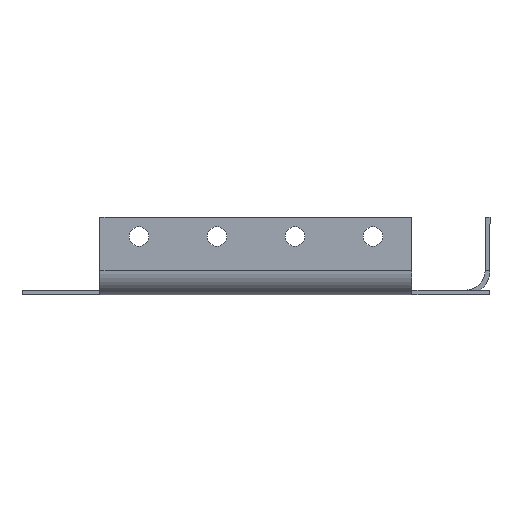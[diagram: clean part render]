
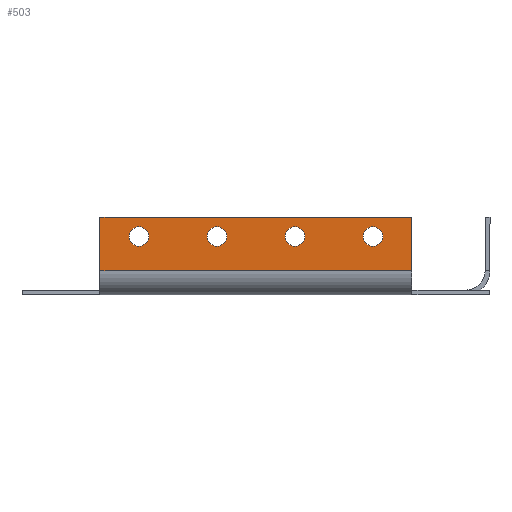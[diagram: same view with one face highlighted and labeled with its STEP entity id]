
A CAD part, left-side view. The second image highlights one B-rep face of the part: STEP entity #503.
In plain terms, the highlighted planar face has unit normal (-1, 0, 0).
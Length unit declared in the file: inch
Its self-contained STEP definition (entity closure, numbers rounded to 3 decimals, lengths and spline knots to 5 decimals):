
#14 = VERTEX_POINT ( 'NONE', #1259 ) ;
#88 = CARTESIAN_POINT ( 'NONE',  ( -0.001, 0., 0. ) ) ;
#111 = VECTOR ( 'NONE', #4523, 39.37008 ) ;
#125 = CIRCLE ( 'NONE', #2888, 0.125 ) ;
#129 = VERTEX_POINT ( 'NONE', #3375 ) ;
#168 = DIRECTION ( 'NONE',  ( -1., 0., 0. ) ) ;
#202 = FACE_BOUND ( 'NONE', #446, .T. ) ;
#265 = CIRCLE ( 'NONE', #2923, 0.125 ) ;
#395 = CARTESIAN_POINT ( 'NONE',  ( -0.001, 2.20401, 0.75 ) ) ;
#446 = EDGE_LOOP ( 'NONE', ( #2640, #3416 ) ) ;
#453 = DIRECTION ( 'NONE',  ( -1., 0., 0. ) ) ;
#503 = ADVANCED_FACE ( 'NONE', ( #202, #1905, #2723, #1661, #3508 ), #2411, .T. ) ;
#513 = DIRECTION ( 'NONE',  ( 0., 0., 1. ) ) ;
#550 = AXIS2_PLACEMENT_3D ( 'NONE', #395, #4326, #3107 ) ;
#597 = CARTESIAN_POINT ( 'NONE',  ( -0.001, 0.20401, 0.625 ) ) ;
#648 = DIRECTION ( 'NONE',  ( 0., 0., 1. ) ) ;
#652 = CARTESIAN_POINT ( 'NONE',  ( -0.001, 3.20401, 0.625 ) ) ;
#685 = VERTEX_POINT ( 'NONE', #597 ) ;
#718 = ORIENTED_EDGE ( 'NONE', *, *, #1698, .F. ) ;
#727 = VERTEX_POINT ( 'NONE', #4998 ) ;
#885 = CARTESIAN_POINT ( 'NONE',  ( -0.001, 3.20401, 0.75 ) ) ;
#891 = AXIS2_PLACEMENT_3D ( 'NONE', #88, #453, #3212 ) ;
#947 = ORIENTED_EDGE ( 'NONE', *, *, #4729, .F. ) ;
#948 = EDGE_CURVE ( 'NONE', #2867, #4437, #265, .T. ) ;
#1050 = LINE ( 'NONE', #4455, #1227 ) ;
#1183 = DIRECTION ( 'NONE',  ( 0., 0., 1. ) ) ;
#1227 = VECTOR ( 'NONE', #2445, 39.37008 ) ;
#1259 = CARTESIAN_POINT ( 'NONE',  ( -0.001, 3.70401, 0.3125 ) ) ;
#1311 = ORIENTED_EDGE ( 'NONE', *, *, #2387, .F. ) ;
#1336 = EDGE_CURVE ( 'NONE', #14, #129, #1050, .T. ) ;
#1471 = CARTESIAN_POINT ( 'NONE',  ( -0.001, 0.20401, 0.75 ) ) ;
#1496 = EDGE_LOOP ( 'NONE', ( #2261, #2711, #2072, #3522 ) ) ;
#1533 = AXIS2_PLACEMENT_3D ( 'NONE', #1537, #4252, #3510 ) ;
#1537 = CARTESIAN_POINT ( 'NONE',  ( -0.001, 3.20401, 0.75 ) ) ;
#1602 = CARTESIAN_POINT ( 'NONE',  ( -0.001, 2.20401, 0.875 ) ) ;
#1633 = EDGE_CURVE ( 'NONE', #685, #2612, #4002, .T. ) ;
#1643 = DIRECTION ( 'NONE',  ( -1., 0., 0. ) ) ;
#1661 = FACE_BOUND ( 'NONE', #4186, .T. ) ;
#1674 = EDGE_CURVE ( 'NONE', #4565, #727, #3814, .T. ) ;
#1698 = EDGE_CURVE ( 'NONE', #4437, #2867, #3449, .T. ) ;
#1853 = DIRECTION ( 'NONE',  ( -1., 0., 0. ) ) ;
#1888 = CARTESIAN_POINT ( 'NONE',  ( -0.001, -0.29599, 1. ) ) ;
#1905 = FACE_BOUND ( 'NONE', #3966, .T. ) ;
#1924 = VERTEX_POINT ( 'NONE', #3382 ) ;
#2008 = LINE ( 'NONE', #4533, #4770 ) ;
#2032 = CARTESIAN_POINT ( 'NONE',  ( -0.001, 0.20401, 0.875 ) ) ;
#2072 = ORIENTED_EDGE ( 'NONE', *, *, #4472, .F. ) ;
#2121 = DIRECTION ( 'NONE',  ( -1., 0., 0. ) ) ;
#2189 = EDGE_CURVE ( 'NONE', #2393, #4060, #2959, .T. ) ;
#2239 = CARTESIAN_POINT ( 'NONE',  ( -0.001, 1.20401, 0.75 ) ) ;
#2261 = ORIENTED_EDGE ( 'NONE', *, *, #3406, .F. ) ;
#2387 = EDGE_CURVE ( 'NONE', #4060, #2393, #125, .T. ) ;
#2393 = VERTEX_POINT ( 'NONE', #4206 ) ;
#2411 = PLANE ( 'NONE',  #891 ) ;
#2445 = DIRECTION ( 'NONE',  ( 0., -1., 0. ) ) ;
#2472 = EDGE_CURVE ( 'NONE', #3114, #1924, #2891, .T. ) ;
#2512 = DIRECTION ( 'NONE',  ( 0., 0., 1. ) ) ;
#2577 = AXIS2_PLACEMENT_3D ( 'NONE', #4359, #3968, #1183 ) ;
#2612 = VERTEX_POINT ( 'NONE', #2032 ) ;
#2640 = ORIENTED_EDGE ( 'NONE', *, *, #1633, .F. ) ;
#2711 = ORIENTED_EDGE ( 'NONE', *, *, #1336, .T. ) ;
#2723 = FACE_BOUND ( 'NONE', #4289, .T. ) ;
#2867 = VERTEX_POINT ( 'NONE', #652 ) ;
#2888 = AXIS2_PLACEMENT_3D ( 'NONE', #2239, #4190, #4993 ) ;
#2891 = CIRCLE ( 'NONE', #550, 0.125 ) ;
#2923 = AXIS2_PLACEMENT_3D ( 'NONE', #885, #1643, #513 ) ;
#2959 = CIRCLE ( 'NONE', #3833, 0.125 ) ;
#3107 = DIRECTION ( 'NONE',  ( 0., 0., 1. ) ) ;
#3114 = VERTEX_POINT ( 'NONE', #1602 ) ;
#3180 = ORIENTED_EDGE ( 'NONE', *, *, #948, .F. ) ;
#3212 = DIRECTION ( 'NONE',  ( 0., 0., 1. ) ) ;
#3340 = CARTESIAN_POINT ( 'NONE',  ( -0.001, 3.20401, 0.875 ) ) ;
#3375 = CARTESIAN_POINT ( 'NONE',  ( -0.001, -0.29599, 0.3125 ) ) ;
#3382 = CARTESIAN_POINT ( 'NONE',  ( -0.001, 2.20401, 0.625 ) ) ;
#3406 = EDGE_CURVE ( 'NONE', #14, #4565, #2008, .T. ) ;
#3416 = ORIENTED_EDGE ( 'NONE', *, *, #4309, .F. ) ;
#3449 = CIRCLE ( 'NONE', #1533, 0.125 ) ;
#3508 = FACE_OUTER_BOUND ( 'NONE', #1496, .T. ) ;
#3510 = DIRECTION ( 'NONE',  ( 0., 0., 1. ) ) ;
#3522 = ORIENTED_EDGE ( 'NONE', *, *, #1674, .F. ) ;
#3528 = DIRECTION ( 'NONE',  ( 0., -1., 0. ) ) ;
#3696 = CARTESIAN_POINT ( 'NONE',  ( -0.001, 1.20401, 0.75 ) ) ;
#3697 = ORIENTED_EDGE ( 'NONE', *, *, #2189, .F. ) ;
#3806 = CARTESIAN_POINT ( 'NONE',  ( -0.001, 3.70401, 1. ) ) ;
#3814 = LINE ( 'NONE', #1888, #4243 ) ;
#3827 = ORIENTED_EDGE ( 'NONE', *, *, #2472, .F. ) ;
#3833 = AXIS2_PLACEMENT_3D ( 'NONE', #3696, #2121, #4873 ) ;
#3850 = CIRCLE ( 'NONE', #4249, 0.125 ) ;
#3900 = CARTESIAN_POINT ( 'NONE',  ( -0.001, 1.20401, 0.875 ) ) ;
#3966 = EDGE_LOOP ( 'NONE', ( #3697, #1311 ) ) ;
#3968 = DIRECTION ( 'NONE',  ( -1., 0., 0. ) ) ;
#4002 = CIRCLE ( 'NONE', #4620, 0.125 ) ;
#4060 = VERTEX_POINT ( 'NONE', #3900 ) ;
#4166 = DIRECTION ( 'NONE',  ( 0., 0., 1. ) ) ;
#4186 = EDGE_LOOP ( 'NONE', ( #3180, #718 ) ) ;
#4190 = DIRECTION ( 'NONE',  ( -1., 0., 0. ) ) ;
#4206 = CARTESIAN_POINT ( 'NONE',  ( -0.001, 1.20401, 0.625 ) ) ;
#4243 = VECTOR ( 'NONE', #3528, 39.37008 ) ;
#4249 = AXIS2_PLACEMENT_3D ( 'NONE', #4800, #168, #2512 ) ;
#4252 = DIRECTION ( 'NONE',  ( -1., 0., 0. ) ) ;
#4289 = EDGE_LOOP ( 'NONE', ( #947, #3827 ) ) ;
#4309 = EDGE_CURVE ( 'NONE', #2612, #685, #3850, .T. ) ;
#4326 = DIRECTION ( 'NONE',  ( -1., 0., 0. ) ) ;
#4359 = CARTESIAN_POINT ( 'NONE',  ( -0.001, 2.20401, 0.75 ) ) ;
#4437 = VERTEX_POINT ( 'NONE', #3340 ) ;
#4455 = CARTESIAN_POINT ( 'NONE',  ( -0.001, 0., 0.3125 ) ) ;
#4472 = EDGE_CURVE ( 'NONE', #727, #129, #4586, .T. ) ;
#4509 = CARTESIAN_POINT ( 'NONE',  ( -0.001, -0.29599, 0.0625 ) ) ;
#4523 = DIRECTION ( 'NONE',  ( 0., 0., -1. ) ) ;
#4533 = CARTESIAN_POINT ( 'NONE',  ( -0.001, 3.70401, 1. ) ) ;
#4565 = VERTEX_POINT ( 'NONE', #3806 ) ;
#4586 = LINE ( 'NONE', #4509, #111 ) ;
#4620 = AXIS2_PLACEMENT_3D ( 'NONE', #1471, #1853, #4166 ) ;
#4729 = EDGE_CURVE ( 'NONE', #1924, #3114, #4952, .T. ) ;
#4770 = VECTOR ( 'NONE', #648, 39.37008 ) ;
#4800 = CARTESIAN_POINT ( 'NONE',  ( -0.001, 0.20401, 0.75 ) ) ;
#4873 = DIRECTION ( 'NONE',  ( 0., 0., 1. ) ) ;
#4952 = CIRCLE ( 'NONE', #2577, 0.125 ) ;
#4993 = DIRECTION ( 'NONE',  ( 0., 0., 1. ) ) ;
#4998 = CARTESIAN_POINT ( 'NONE',  ( -0.001, -0.29599, 1. ) ) ;
